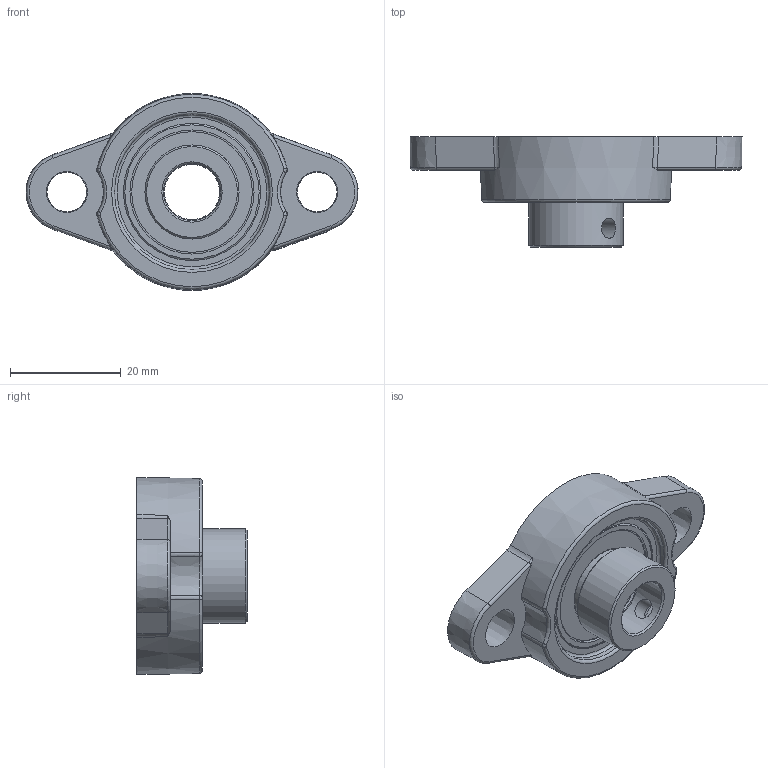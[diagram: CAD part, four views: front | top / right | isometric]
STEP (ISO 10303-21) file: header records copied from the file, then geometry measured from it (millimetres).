
FILE_DESCRIPTION(/* description */ (''),/* implementation_level */ '2;1');
FILE_NAME(/* name */ 'MUFL000.stp',/* time_stamp */ '2016-02-02T14:59:14+01:00',/* author */ ('fje'),/* organization */ (''),/* preprocessor_version */ 'ST-DEVELOPER v15.2',/* originating_system */ 'Autodesk Inventor 2014',/* authorisation */ '');
FILE_SCHEMA (('AUTOMOTIVE_DESIGN { 1 0 10303 214 3 1 1 }'));
Length unit declared in the file: millimetre
Products named in the file (1): Part17
Bounding box: 59.95 x 19.9 x 35.48 mm (x, y, z)
Volume: 11124.8 mm3; surface area: 7409.4 mm2
Topology: 2 solids, 2 shells, 313 faces, 852 edges, 562 vertices
Faces by surface type: plane 244, cone 22, cylinder 19, bspline 18, torus 10
Full cylindrical faces by diameter (mm): 3.6 x2, 10 x1, 10.3 x1, 13.5 x1, 14 x2, 14.6 x2, 17 x1, 21.8 x2, 22.4 x2
Entity records: 10778 total; most frequent: CARTESIAN_POINT 2719, ORIENTED_EDGE 1628, DIRECTION 1477, EDGE_CURVE 814, LINE 641, VECTOR 641, VERTEX_POINT 554, AXIS2_PLACEMENT_3D 418
